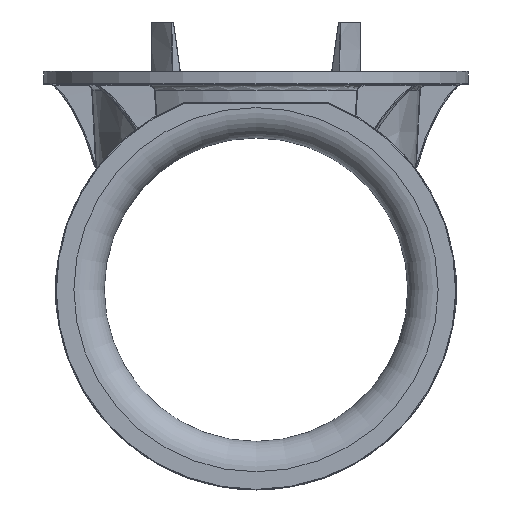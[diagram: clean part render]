
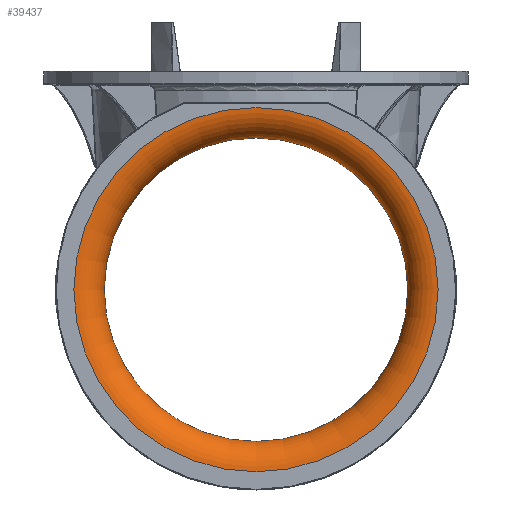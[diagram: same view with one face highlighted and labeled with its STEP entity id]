
A CAD part, left-side view. The second image highlights one B-rep face of the part: STEP entity #39437.
In plain terms, the highlighted toroidal (fillet/blend) face has major radius 150 mm and minor radius 25 mm.
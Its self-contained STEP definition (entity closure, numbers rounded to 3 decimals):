
#707=FACE_BOUND('',#6686,.T.);
#1900=TOROIDAL_SURFACE('',#42511,150.,25.);
#4233=FACE_OUTER_BOUND('',#6685,.T.);
#6685=EDGE_LOOP('',(#33044));
#6686=EDGE_LOOP('',(#33045));
#9098=CIRCLE('',#42498,125.);
#9106=CIRCLE('',#42512,150.);
#17121=VERTEX_POINT('',#120142);
#17139=VERTEX_POINT('',#120201);
#22546=EDGE_CURVE('',#17121,#17121,#9098,.T.);
#22567=EDGE_CURVE('',#17139,#17139,#9106,.T.);
#33044=ORIENTED_EDGE('',*,*,#22567,.T.);
#33045=ORIENTED_EDGE('',*,*,#22546,.T.);
#39437=ADVANCED_FACE('',(#4233,#707),#1900,.T.);
#42498=AXIS2_PLACEMENT_3D('',#120143,#48875,#48876);
#42511=AXIS2_PLACEMENT_3D('',#120200,#48912,#48913);
#42512=AXIS2_PLACEMENT_3D('',#120202,#48914,#48915);
#48875=DIRECTION('center_axis',(1.,0.,0.));
#48876=DIRECTION('ref_axis',(0.,0.,
-1.));
#48912=DIRECTION('center_axis',(-1.,0.,0.));
#48913=DIRECTION('ref_axis',(0.,0.,1.));
#48914=DIRECTION('center_axis',(-1.,0.,0.));
#48915=DIRECTION('ref_axis',(0.,0.,
-1.));
#120142=CARTESIAN_POINT('',(-346.971,16.317,-98.304));
#120143=CARTESIAN_POINT('Origin',(-346.971,-108.683,-98.304));
#120200=CARTESIAN_POINT('Origin',(-346.971,-108.683,-98.304));
#120201=CARTESIAN_POINT('',(-371.971,41.317,-98.304));
#120202=CARTESIAN_POINT('Origin',(-371.971,-108.683,-98.304));
